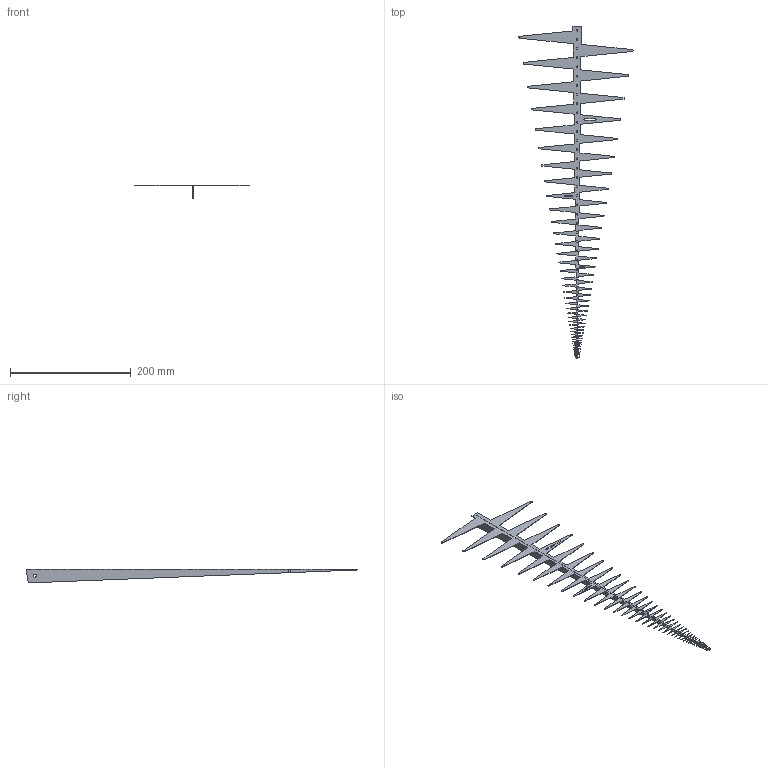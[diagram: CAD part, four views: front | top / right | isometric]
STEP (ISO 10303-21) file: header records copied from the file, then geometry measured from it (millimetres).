
FILE_DESCRIPTION (( 'STEP AP214' ), '1' );
FILE_NAME ('feed_arm_2.STEP', '2019-08-27T20:48:03', ( '' ), ( '' ), 'SwSTEP 2.0', 'SolidWorks 2017', '' );
FILE_SCHEMA (( 'AUTOMOTIVE_DESIGN' ));
Length unit declared in the file: millimetre
Products named in the file (5): feed_arm_2; 30-29-256-B Arm Rear Fin; 30-29-255-B Arm Rear Pennants; 30-29-253-B Arm Forward Fin; 30-29-252-C Arm Forward Pennants
Assembly tree (4 placements, depth 2):
  feed_arm_2
    30-29-252-C Arm Forward Pennants
    30-29-253-B Arm Forward Fin
    30-29-255-B Arm Rear Pennants
    30-29-256-B Arm Rear Fin
Bounding box: 189.34 x 549.98 x 22.93 mm (x, y, z)
Volume: 17531.1 mm3; surface area: 52057.5 mm2
Topology: 4 solids, 4 shells, 789 faces, 2343 edges, 1562 vertices
Faces by surface type: plane 594, cylinder 195
Full cylindrical faces by diameter (mm): 4.851 x1
Entity records: 26656 total; most frequent: CARTESIAN_POINT 4700, ORIENTED_EDGE 4684, DIRECTION 4324, EDGE_CURVE 2342, LINE 1952, VECTOR 1952, VERTEX_POINT 1562, AXIS2_PLACEMENT_3D 1186
